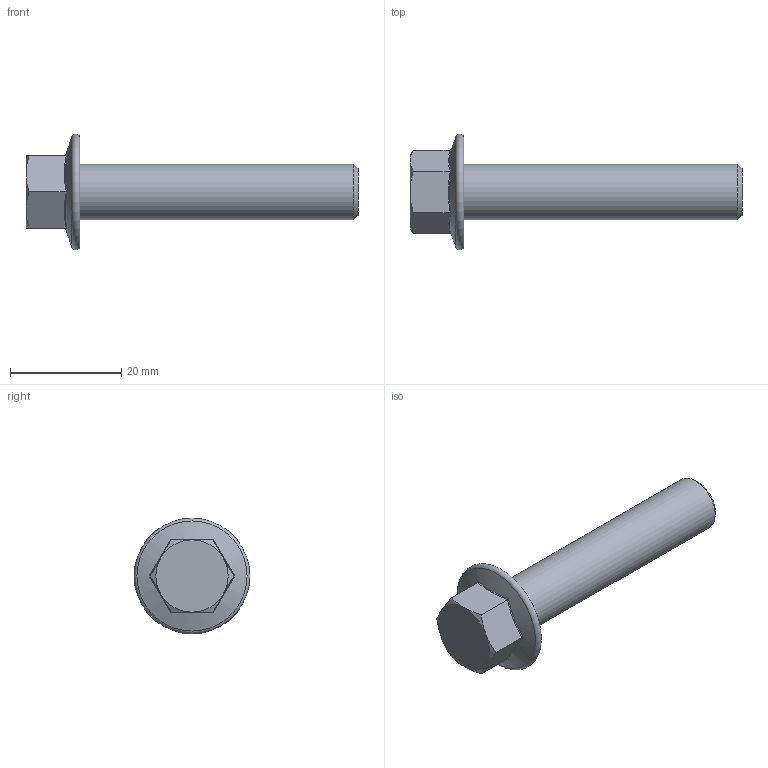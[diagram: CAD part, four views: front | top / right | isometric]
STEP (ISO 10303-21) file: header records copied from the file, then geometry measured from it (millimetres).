
FILE_DESCRIPTION (( 'STEP AP214' ), '1' );
FILE_NAME ('ISO 4162 - M10 x 50 x 26-N.STEP', '2025-04-01T14:17:39', ( '' ), ( '' ), 'SwSTEP 2.0', 'SolidWorks 2025', '' );
FILE_SCHEMA (( 'AUTOMOTIVE_DESIGN' ));
Length unit declared in the file: millimetre
Products named in the file (1): ISO 4162 - M10 x 50 x 26-N_ISO 4162 - M10 x 50 x 26-N
Bounding box: 59.7 x 20.8 x 20.8 mm (x, y, z)
Volume: 5687.8 mm3; surface area: 2612.4 mm2
Topology: 1 solids, 1 shells, 25 faces, 53 edges, 31 vertices
Faces by surface type: plane 9, cone 8, bspline 6, cylinder 1, torus 1
Full cylindrical faces by diameter (mm): 10 x1
Entity records: 821 total; most frequent: CARTESIAN_POINT 368, ORIENTED_EDGE 94, DIRECTION 68, EDGE_CURVE 47, AXIS2_PLACEMENT_3D 31, EDGE_LOOP 30, B_SPLINE_CURVE_WITH_KNOTS 30, VERTEX_POINT 29
